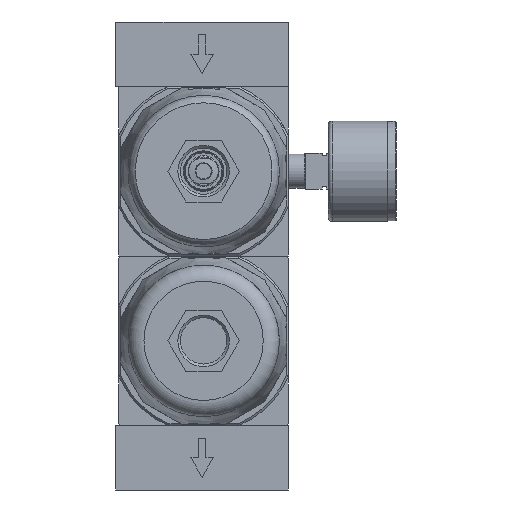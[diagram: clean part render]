
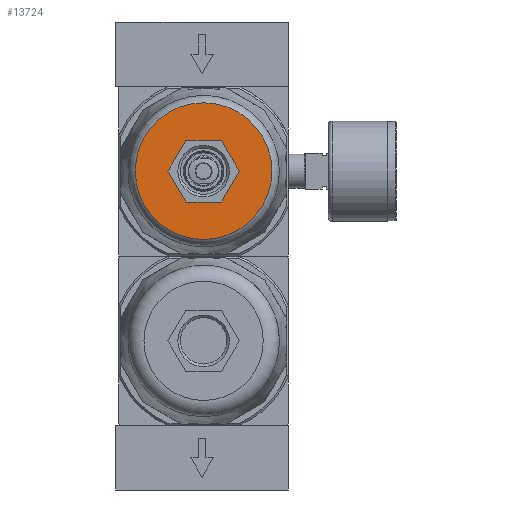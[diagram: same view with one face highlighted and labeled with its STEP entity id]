
A CAD part, front view. The second image highlights one B-rep face of the part: STEP entity #13724.
In plain terms, the highlighted planar face has unit normal (0, -1, 0).
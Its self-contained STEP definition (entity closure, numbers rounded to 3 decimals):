
#1143=LINE('',#27097,#2029);
#1146=LINE('',#27103,#2032);
#1149=LINE('',#27109,#2035);
#1152=LINE('',#27115,#2038);
#1155=LINE('',#27121,#2041);
#1158=LINE('',#27126,#2044);
#2029=VECTOR('',#22390,1000.);
#2032=VECTOR('',#22395,1000.);
#2035=VECTOR('',#22400,1000.);
#2038=VECTOR('',#22405,1000.);
#2041=VECTOR('',#22410,1000.);
#2044=VECTOR('',#22415,1000.);
#2748=PLANE('',#19738);
#4731=ORIENTED_EDGE('',*,*,#7618,.T.);
#4732=ORIENTED_EDGE('',*,*,#7767,.T.);
#4733=ORIENTED_EDGE('',*,*,#7782,.T.);
#4734=ORIENTED_EDGE('',*,*,#7779,.T.);
#4735=ORIENTED_EDGE('',*,*,#7776,.T.);
#4736=ORIENTED_EDGE('',*,*,#7773,.T.);
#4737=ORIENTED_EDGE('',*,*,#7770,.T.);
#7618=EDGE_CURVE('',#9397,#9397,#10533,.F.);
#7767=EDGE_CURVE('',#9480,#9479,#1143,.T.);
#7770=EDGE_CURVE('',#9482,#9480,#1146,.T.);
#7773=EDGE_CURVE('',#9484,#9482,#1149,.T.);
#7776=EDGE_CURVE('',#9486,#9484,#1152,.T.);
#7779=EDGE_CURVE('',#9488,#9486,#1155,.T.);
#7782=EDGE_CURVE('',#9479,#9488,#1158,.T.);
#9397=VERTEX_POINT('',#26592);
#9479=VERTEX_POINT('',#27096);
#9480=VERTEX_POINT('',#27098);
#9482=VERTEX_POINT('',#27104);
#9484=VERTEX_POINT('',#27110);
#9486=VERTEX_POINT('',#27116);
#9488=VERTEX_POINT('',#27122);
#10533=CIRCLE('',#19641,26.576);
#11446=EDGE_LOOP('',(#4731));
#11447=EDGE_LOOP('',(#4732,#4733,#4734,#4735,#4736,#4737));
#12595=FACE_BOUND('',#11446,.T.);
#12596=FACE_BOUND('',#11447,.T.);
#13724=ADVANCED_FACE('',(#12595,#12596),#2748,.F.);
#19641=AXIS2_PLACEMENT_3D('',#26591,#22134,#22135);
#19738=AXIS2_PLACEMENT_3D('',#27127,#22416,#22417);
#22134=DIRECTION('',(0.,1.,0.));
#22135=DIRECTION('',(0.,0.,1.));
#22390=DIRECTION('',(0.,0.,1.));
#22395=DIRECTION('',(-0.866,0.,0.5));
#22400=DIRECTION('',(-0.866,0.,-0.5));
#22405=DIRECTION('',(0.,0.,-1.));
#22410=DIRECTION('',(0.866,0.,-0.5));
#22415=DIRECTION('',(0.866,0.,0.5));
#22416=DIRECTION('',(0.,1.,0.));
#22417=DIRECTION('',(0.,0.,1.));
#26591=CARTESIAN_POINT('',(0.,-164.,0.));
#26592=CARTESIAN_POINT('',(0.,-164.,26.576));
#27096=CARTESIAN_POINT('',(-12.,-164.,6.928));
#27097=CARTESIAN_POINT('',(-12.,-164.,-6.928));
#27098=CARTESIAN_POINT('',(-12.,-164.,-6.928));
#27103=CARTESIAN_POINT('',(0.,-164.,-13.856));
#27104=CARTESIAN_POINT('',(0.,-164.,-13.856));
#27109=CARTESIAN_POINT('',(12.,-164.,-6.928));
#27110=CARTESIAN_POINT('',(12.,-164.,-6.928));
#27115=CARTESIAN_POINT('',(12.,-164.,6.928));
#27116=CARTESIAN_POINT('',(12.,-164.,6.928));
#27121=CARTESIAN_POINT('',(0.,-164.,13.856));
#27122=CARTESIAN_POINT('',(0.,-164.,13.856));
#27126=CARTESIAN_POINT('',(-12.,-164.,6.928));
#27127=CARTESIAN_POINT('',(0.,-164.,0.));
